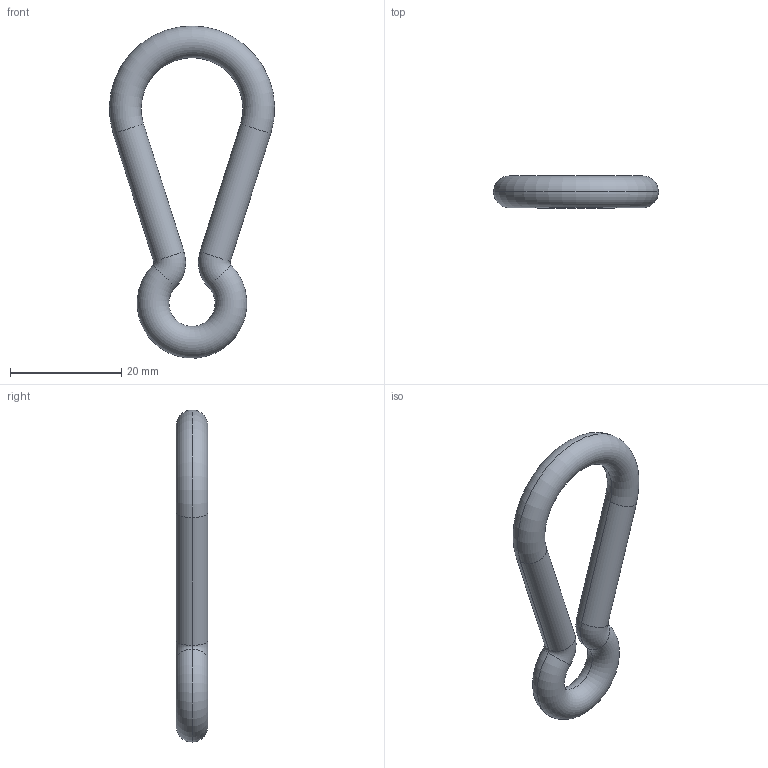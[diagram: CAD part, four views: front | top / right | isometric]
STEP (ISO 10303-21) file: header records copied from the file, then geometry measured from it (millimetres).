
FILE_DESCRIPTION((''),'2;1');
FILE_NAME('12090_OBESALNA_SPONA','2022-09-19T07:56:51',('PredragRovcanin'),('Audax d.o.o.'),'CREO PARAMETRIC BY PTC INC, 2020281','CREO PARAMETRIC BY PTC INC, 2020281','');
FILE_SCHEMA(('AP242_MANAGED_MODEL_BASED_3D_ENGINEERING_MIM_LF { 1 0 10303 442 1 1 4 }'));
Length unit declared in the file: millimetre
Products named in the file (1): 12090_OBESALNA_SPONA
Bounding box: 29.68 x 5.7 x 59.66 mm (x, y, z)
Volume: 3411 mm3; surface area: 2393.7 mm2
Topology: 1 solids, 1 shells, 12 faces, 29 edges, 22 vertices
Faces by surface type: torus 8, cylinder 4
Entity records: 898 total; most frequent: COLOUR_RGB 322, DIRECTION 75, CARTESIAN_POINT 56, ORIENTED_EDGE 48, AXIS2_PLACEMENT_3D 33, PRESENTATION_STYLE_ASSIGNMENT 31, STYLED_ITEM 31, CURVE_STYLE 30
